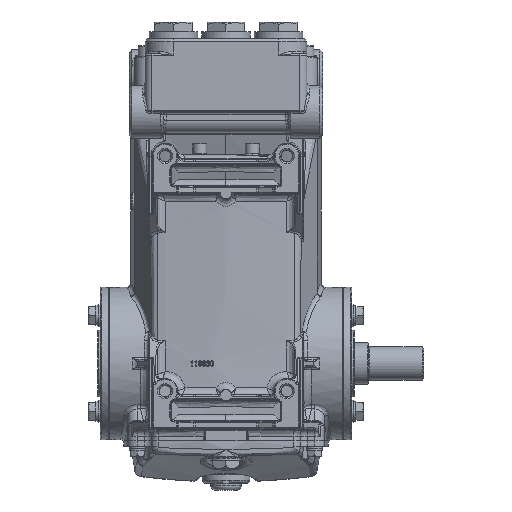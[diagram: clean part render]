
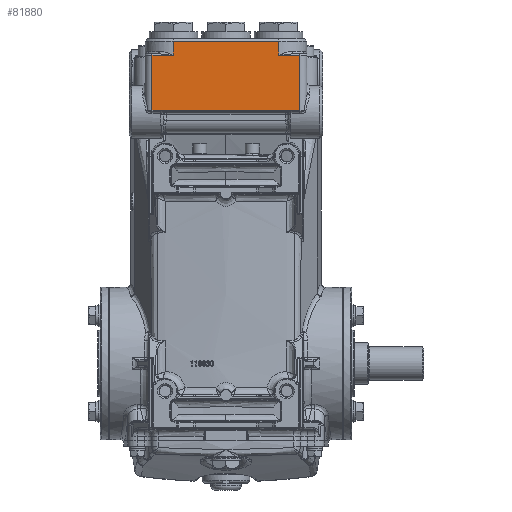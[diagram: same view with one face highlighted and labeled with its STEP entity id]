
A CAD part, front view. The second image highlights one B-rep face of the part: STEP entity #81880.
In plain terms, the highlighted planar face has unit normal (0, -1, 0).
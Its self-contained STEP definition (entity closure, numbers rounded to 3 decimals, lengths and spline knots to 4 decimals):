
#1399 = EDGE_LOOP ( 'NONE', ( #40056, #111635, #115180, #14594, #57147, #12866, #22494, #49380 ) ) ;
#1749 = EDGE_CURVE ( 'NONE', #29675, #66576, #80860, .T. ) ;
#2616 = EDGE_CURVE ( 'NONE', #37787, #12785, #22546, .T. ) ;
#3208 = VERTEX_POINT ( 'NONE', #40261 ) ;
#6469 = EDGE_CURVE ( 'NONE', #37787, #35614, #83345, .T. ) ;
#6496 = CARTESIAN_POINT ( 'NONE',  ( -2.1063, -2.6772, 8.7795 ) ) ;
#6705 = DIRECTION ( 'NONE',  ( 1., 0., 0. ) ) ;
#7909 = DIRECTION ( 'NONE',  ( -1., 0., 0. ) ) ;
#11863 = CARTESIAN_POINT ( 'NONE',  ( -2.1063, -2.6772, 6.024 ) ) ;
#12785 = VERTEX_POINT ( 'NONE', #50425 ) ;
#12866 = ORIENTED_EDGE ( 'NONE', *, *, #1749, .F. ) ;
#14273 = CARTESIAN_POINT ( 'NONE',  ( -1.4961, -2.6772, 7.1654 ) ) ;
#14594 = ORIENTED_EDGE ( 'NONE', *, *, #57660, .T. ) ;
#16910 = CARTESIAN_POINT ( 'NONE',  ( -1.4961, -2.6772, 9.1732 ) ) ;
#22494 = ORIENTED_EDGE ( 'NONE', *, *, #94314, .T. ) ;
#22546 = LINE ( 'NONE', #11863, #97077 ) ;
#26163 = DIRECTION ( 'NONE',  ( 0., 0., -1. ) ) ;
#26993 = VERTEX_POINT ( 'NONE', #53469 ) ;
#29675 = VERTEX_POINT ( 'NONE', #110407 ) ;
#32156 = LINE ( 'NONE', #89958, #63249 ) ;
#33097 = VECTOR ( 'NONE', #6705, 39.3701 ) ;
#33434 = CARTESIAN_POINT ( 'NONE',  ( 1.4961, -2.6772, 7.1654 ) ) ;
#34326 = CARTESIAN_POINT ( 'NONE',  ( -1.4961, -2.6772, 7.1654 ) ) ;
#34946 = PLANE ( 'NONE',  #98087 ) ;
#35614 = VERTEX_POINT ( 'NONE', #90513 ) ;
#36228 = CARTESIAN_POINT ( 'NONE',  ( 2.1063, -2.6772, 6.024 ) ) ;
#37787 = VERTEX_POINT ( 'NONE', #62853 ) ;
#40056 = ORIENTED_EDGE ( 'NONE', *, *, #6469, .T. ) ;
#40261 = CARTESIAN_POINT ( 'NONE',  ( 1.4961, -2.6772, 9.1732 ) ) ;
#42960 = VECTOR ( 'NONE', #101568, 39.3701 ) ;
#48087 = EDGE_CURVE ( 'NONE', #35614, #52785, #122232, .T. ) ;
#49380 = ORIENTED_EDGE ( 'NONE', *, *, #2616, .F. ) ;
#50425 = CARTESIAN_POINT ( 'NONE',  ( -2.1063, -2.6772, 8.7795 ) ) ;
#51832 = VECTOR ( 'NONE', #109490, 39.3701 ) ;
#52785 = VERTEX_POINT ( 'NONE', #123165 ) ;
#52877 = DIRECTION ( 'NONE',  ( 1., 0., 0. ) ) ;
#53469 = CARTESIAN_POINT ( 'NONE',  ( 1.4961, -2.6772, 8.7795 ) ) ;
#54410 = LINE ( 'NONE', #92745, #61702 ) ;
#57147 = ORIENTED_EDGE ( 'NONE', *, *, #93594, .T. ) ;
#57660 = EDGE_CURVE ( 'NONE', #26993, #3208, #90612, .T. ) ;
#61702 = VECTOR ( 'NONE', #7909, 39.3701 ) ;
#62853 = CARTESIAN_POINT ( 'NONE',  ( -2.1063, -2.6772, 7.2047 ) ) ;
#63243 = FACE_OUTER_BOUND ( 'NONE', #1399, .T. ) ;
#63249 = VECTOR ( 'NONE', #52877, 39.3701 ) ;
#66576 = VERTEX_POINT ( 'NONE', #16910 ) ;
#71219 = LINE ( 'NONE', #6496, #51832 ) ;
#71751 = DIRECTION ( 'NONE',  ( 0., 0., 1. ) ) ;
#72578 = EDGE_CURVE ( 'NONE', #26993, #52785, #32156, .T. ) ;
#74559 = DIRECTION ( 'NONE',  ( 0., 0., 1. ) ) ;
#80860 = LINE ( 'NONE', #14273, #42960 ) ;
#81880 = ADVANCED_FACE ( 'NONE', ( #63243 ), #34946, .T. ) ;
#83345 = LINE ( 'NONE', #92779, #33097 ) ;
#89725 = DIRECTION ( 'NONE',  ( 0., 0., 1. ) ) ;
#89958 = CARTESIAN_POINT ( 'NONE',  ( 2.1063, -2.6772, 8.7795 ) ) ;
#90513 = CARTESIAN_POINT ( 'NONE',  ( 2.1063, -2.6772, 7.2047 ) ) ;
#90612 = LINE ( 'NONE', #33434, #113560 ) ;
#92745 = CARTESIAN_POINT ( 'NONE',  ( -1.4961, -2.6772, 9.1732 ) ) ;
#92779 = CARTESIAN_POINT ( 'NONE',  ( 0., -2.6772, 7.2047 ) ) ;
#93594 = EDGE_CURVE ( 'NONE', #3208, #66576, #54410, .T. ) ;
#94314 = EDGE_CURVE ( 'NONE', #29675, #12785, #71219, .T. ) ;
#97077 = VECTOR ( 'NONE', #89725, 39.3701 ) ;
#98087 = AXIS2_PLACEMENT_3D ( 'NONE', #34326, #112185, #26163 ) ;
#101568 = DIRECTION ( 'NONE',  ( 0., 0., 1. ) ) ;
#103588 = VECTOR ( 'NONE', #74559, 39.3701 ) ;
#109490 = DIRECTION ( 'NONE',  ( -1., 0., 0. ) ) ;
#110407 = CARTESIAN_POINT ( 'NONE',  ( -1.4961, -2.6772, 8.7795 ) ) ;
#111635 = ORIENTED_EDGE ( 'NONE', *, *, #48087, .T. ) ;
#112185 = DIRECTION ( 'NONE',  ( 0., -1., 0. ) ) ;
#113560 = VECTOR ( 'NONE', #71751, 39.3701 ) ;
#115180 = ORIENTED_EDGE ( 'NONE', *, *, #72578, .F. ) ;
#122232 = LINE ( 'NONE', #36228, #103588 ) ;
#123165 = CARTESIAN_POINT ( 'NONE',  ( 2.1063, -2.6772, 8.7795 ) ) ;
